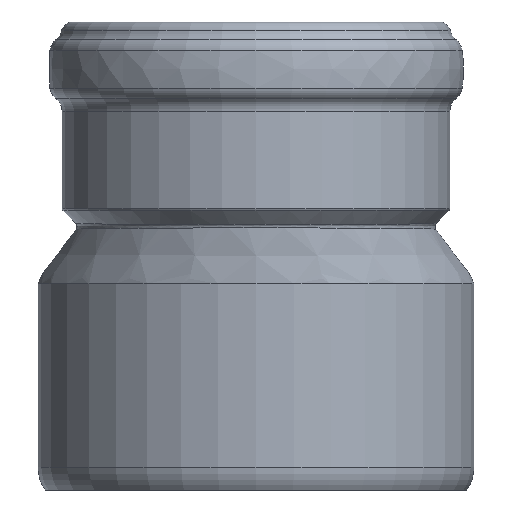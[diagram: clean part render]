
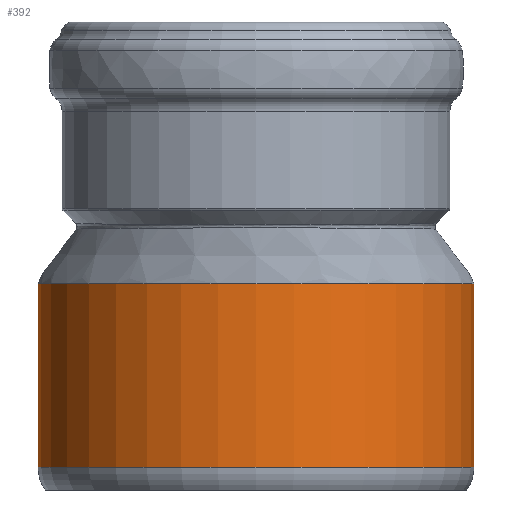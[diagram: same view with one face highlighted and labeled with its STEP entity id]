
A CAD part, front view. The second image highlights one B-rep face of the part: STEP entity #392.
In plain terms, the highlighted cylindrical face has radius 67.65 mm (diameter 135.3 mm), a full revolution.
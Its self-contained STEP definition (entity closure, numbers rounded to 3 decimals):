
#25=CYLINDRICAL_SURFACE('',#450,67.65);
#64=FACE_BOUND('',#157,.T.);
#100=FACE_OUTER_BOUND('',#156,.T.);
#156=EDGE_LOOP('',(#353));
#157=EDGE_LOOP('',(#354,#355));
#171=CIRCLE('',#397,67.65);
#172=CIRCLE('',#398,67.65);
#197=CIRCLE('',#446,67.65);
#202=VERTEX_POINT('',#1037);
#203=VERTEX_POINT('',#1049);
#232=VERTEX_POINT('',#1738);
#239=EDGE_CURVE('',#202,#203,#171,.T.);
#240=EDGE_CURVE('',#203,#202,#172,.T.);
#273=EDGE_CURVE('',#232,#232,#197,.T.);
#353=ORIENTED_EDGE('',*,*,#273,.T.);
#354=ORIENTED_EDGE('',*,*,#240,.F.);
#355=ORIENTED_EDGE('',*,*,#239,.F.);
#392=ADVANCED_FACE('',(#100,#64),#25,.T.);
#397=AXIS2_PLACEMENT_3D('',#1050,#456,#457);
#398=AXIS2_PLACEMENT_3D('',#1051,#458,#459);
#446=AXIS2_PLACEMENT_3D('',#1739,#554,#555);
#450=AXIS2_PLACEMENT_3D('',#1745,#562,#563);
#456=DIRECTION('center_axis',(0.,0.,1.));
#457=DIRECTION('ref_axis',(-1.,0.,0.));
#458=DIRECTION('center_axis',(0.,0.,1.));
#459=DIRECTION('ref_axis',(-1.,0.,0.));
#554=DIRECTION('center_axis',(0.,0.,1.));
#555=DIRECTION('ref_axis',(-1.,0.,0.));
#562=DIRECTION('center_axis',(0.,0.,1.));
#563=DIRECTION('ref_axis',(-1.,0.,0.));
#1037=CARTESIAN_POINT('',(0.,67.65,64.));
#1049=CARTESIAN_POINT('',(0.,-67.65,64.));
#1050=CARTESIAN_POINT('Origin',(0.,0.,64.));
#1051=CARTESIAN_POINT('Origin',(0.,0.,64.));
#1738=CARTESIAN_POINT('',(0.,-67.65,7.));
#1739=CARTESIAN_POINT('Origin',(0.,0.,7.));
#1745=CARTESIAN_POINT('Origin',(0.,0.,0.));
